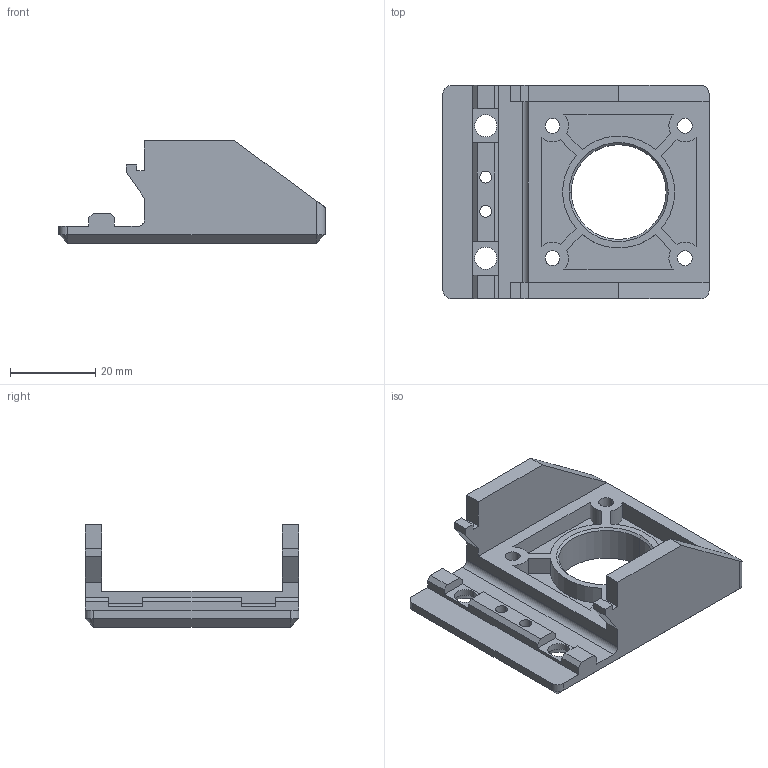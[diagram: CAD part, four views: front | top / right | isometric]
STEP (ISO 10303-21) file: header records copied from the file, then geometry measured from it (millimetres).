
FILE_DESCRIPTION (( 'STEP AP203' ), '1' );
FILE_NAME ('x_axis_motor_mount.STEP', '2019-06-25T20:15:17', ( '' ), ( '' ), 'SwSTEP 2.0', 'SolidWorks 2018', '' );
FILE_SCHEMA (( 'CONFIG_CONTROL_DESIGN' ));
Length unit declared in the file: millimetre
Products named in the file (1): x_axis_motor_mount
Bounding box: 62.3 x 50 x 24 mm (x, y, z)
Volume: 19207.1 mm3; surface area: 11519 mm2
Topology: 1 solids, 1 shells, 112 faces, 302 edges, 192 vertices
Faces by surface type: plane 64, cylinder 38, cone 10
Entity records: 3575 total; most frequent: CARTESIAN_POINT 609, DIRECTION 602, ORIENTED_EDGE 596, EDGE_CURVE 298, LINE 216, VECTOR 216, AXIS2_PLACEMENT_3D 193, VERTEX_POINT 192
